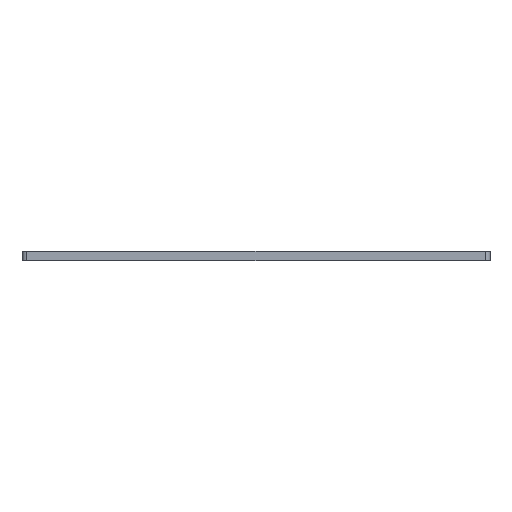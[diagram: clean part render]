
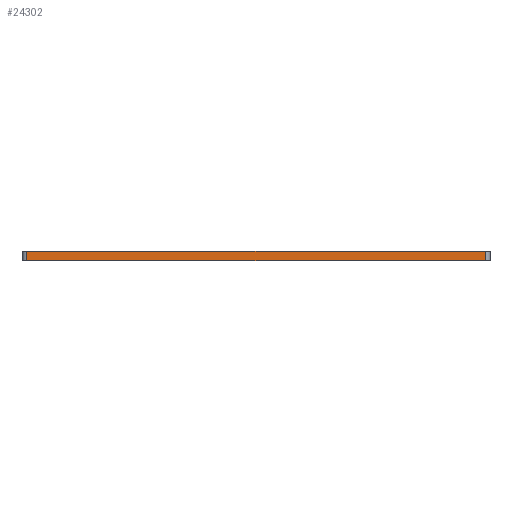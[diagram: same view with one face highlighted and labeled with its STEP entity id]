
A CAD part, left-side view. The second image highlights one B-rep face of the part: STEP entity #24302.
In plain terms, the highlighted planar face has unit normal (-1, 0, 0).
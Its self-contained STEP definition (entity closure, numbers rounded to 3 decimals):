
#91 = PLANE('',#92);
#92 = AXIS2_PLACEMENT_3D('',#93,#94,#95);
#93 = CARTESIAN_POINT('',(157.162,-99.219,1.6));
#94 = DIRECTION('',(0.,0.,1.));
#95 = DIRECTION('',(1.,0.,-0.));
#146 = PLANE('',#147);
#147 = AXIS2_PLACEMENT_3D('',#148,#149,#150);
#148 = CARTESIAN_POINT('',(157.162,-99.219,0.));
#149 = DIRECTION('',(0.,0.,1.));
#150 = DIRECTION('',(1.,0.,-0.));
#201 = CYLINDRICAL_SURFACE('',#202,0.794);
#202 = AXIS2_PLACEMENT_3D('',#203,#204,#205);
#203 = CARTESIAN_POINT('',(27.781,-136.525,0.));
#204 = DIRECTION('',(-0.,-0.,-1.));
#205 = DIRECTION('',(1.,0.,-0.));
#368 = VERTEX_POINT('',#369);
#369 = CARTESIAN_POINT('',(26.988,-61.913,0.));
#384 = CYLINDRICAL_SURFACE('',#385,0.794);
#385 = AXIS2_PLACEMENT_3D('',#386,#387,#388);
#386 = CARTESIAN_POINT('',(27.781,-61.913,0.));
#387 = DIRECTION('',(-0.,-0.,-1.));
#388 = DIRECTION('',(1.,0.,-0.));
#396 = EDGE_CURVE('',#397,#368,#399,.T.);
#397 = VERTEX_POINT('',#398);
#398 = CARTESIAN_POINT('',(26.987,-136.525,0.));
#399 = SURFACE_CURVE('',#400,(#404,#411),.PCURVE_S1.);
#400 = LINE('',#401,#402);
#401 = CARTESIAN_POINT('',(26.987,-136.525,0.));
#402 = VECTOR('',#403,1.);
#403 = DIRECTION('',(0.,1.,0.));
#404 = PCURVE('',#146,#405);
#405 = DEFINITIONAL_REPRESENTATION('',(#406),#410);
#406 = LINE('',#407,#408);
#407 = CARTESIAN_POINT('',(-130.175,-37.306));
#408 = VECTOR('',#409,1.);
#409 = DIRECTION('',(0.,1.));
#410 = ( GEOMETRIC_REPRESENTATION_CONTEXT(2) 
PARAMETRIC_REPRESENTATION_CONTEXT() REPRESENTATION_CONTEXT('2D SPACE',''
  ) );
#411 = PCURVE('',#412,#417);
#412 = PLANE('',#413);
#413 = AXIS2_PLACEMENT_3D('',#414,#415,#416);
#414 = CARTESIAN_POINT('',(26.987,-136.525,0.));
#415 = DIRECTION('',(-1.,0.,0.));
#416 = DIRECTION('',(0.,1.,0.));
#417 = DEFINITIONAL_REPRESENTATION('',(#418),#422);
#418 = LINE('',#419,#420);
#419 = CARTESIAN_POINT('',(0.,0.));
#420 = VECTOR('',#421,1.);
#421 = DIRECTION('',(1.,0.));
#422 = ( GEOMETRIC_REPRESENTATION_CONTEXT(2) 
PARAMETRIC_REPRESENTATION_CONTEXT() REPRESENTATION_CONTEXT('2D SPACE',''
  ) );
#13380 = VERTEX_POINT('',#13381);
#13381 = CARTESIAN_POINT('',(26.988,-61.913,1.6));
#13403 = EDGE_CURVE('',#13404,#13380,#13406,.T.);
#13404 = VERTEX_POINT('',#13405);
#13405 = CARTESIAN_POINT('',(26.987,-136.525,1.6));
#13406 = SURFACE_CURVE('',#13407,(#13411,#13418),.PCURVE_S1.);
#13407 = LINE('',#13408,#13409);
#13408 = CARTESIAN_POINT('',(26.987,-136.525,1.6));
#13409 = VECTOR('',#13410,1.);
#13410 = DIRECTION('',(0.,1.,0.));
#13411 = PCURVE('',#91,#13412);
#13412 = DEFINITIONAL_REPRESENTATION('',(#13413),#13417);
#13413 = LINE('',#13414,#13415);
#13414 = CARTESIAN_POINT('',(-130.175,-37.306));
#13415 = VECTOR('',#13416,1.);
#13416 = DIRECTION('',(0.,1.));
#13417 = ( GEOMETRIC_REPRESENTATION_CONTEXT(2) 
PARAMETRIC_REPRESENTATION_CONTEXT() REPRESENTATION_CONTEXT('2D SPACE',''
  ) );
#13418 = PCURVE('',#412,#13419);
#13419 = DEFINITIONAL_REPRESENTATION('',(#13420),#13424);
#13420 = LINE('',#13421,#13422);
#13421 = CARTESIAN_POINT('',(0.,-1.6));
#13422 = VECTOR('',#13423,1.);
#13423 = DIRECTION('',(1.,0.));
#13424 = ( GEOMETRIC_REPRESENTATION_CONTEXT(2) 
PARAMETRIC_REPRESENTATION_CONTEXT() REPRESENTATION_CONTEXT('2D SPACE',''
  ) );
#24252 = EDGE_CURVE('',#397,#13404,#24253,.T.);
#24253 = SURFACE_CURVE('',#24254,(#24258,#24265),.PCURVE_S1.);
#24254 = LINE('',#24255,#24256);
#24255 = CARTESIAN_POINT('',(26.987,-136.525,0.));
#24256 = VECTOR('',#24257,1.);
#24257 = DIRECTION('',(0.,0.,1.));
#24258 = PCURVE('',#201,#24259);
#24259 = DEFINITIONAL_REPRESENTATION('',(#24260),#24264);
#24260 = LINE('',#24261,#24262);
#24261 = CARTESIAN_POINT('',(-3.142,0.));
#24262 = VECTOR('',#24263,1.);
#24263 = DIRECTION('',(-0.,-1.));
#24264 = ( GEOMETRIC_REPRESENTATION_CONTEXT(2) 
PARAMETRIC_REPRESENTATION_CONTEXT() REPRESENTATION_CONTEXT('2D SPACE',''
  ) );
#24265 = PCURVE('',#412,#24266);
#24266 = DEFINITIONAL_REPRESENTATION('',(#24267),#24271);
#24267 = LINE('',#24268,#24269);
#24268 = CARTESIAN_POINT('',(0.,0.));
#24269 = VECTOR('',#24270,1.);
#24270 = DIRECTION('',(0.,-1.));
#24271 = ( GEOMETRIC_REPRESENTATION_CONTEXT(2) 
PARAMETRIC_REPRESENTATION_CONTEXT() REPRESENTATION_CONTEXT('2D SPACE',''
  ) );
#24302 = ADVANCED_FACE('',(#24303),#412,.T.);
#24303 = FACE_BOUND('',#24304,.T.);
#24304 = EDGE_LOOP('',(#24305,#24306,#24307,#24328));
#24305 = ORIENTED_EDGE('',*,*,#24252,.T.);
#24306 = ORIENTED_EDGE('',*,*,#13403,.T.);
#24307 = ORIENTED_EDGE('',*,*,#24308,.F.);
#24308 = EDGE_CURVE('',#368,#13380,#24309,.T.);
#24309 = SURFACE_CURVE('',#24310,(#24314,#24321),.PCURVE_S1.);
#24310 = LINE('',#24311,#24312);
#24311 = CARTESIAN_POINT('',(26.988,-61.913,0.));
#24312 = VECTOR('',#24313,1.);
#24313 = DIRECTION('',(0.,0.,1.));
#24314 = PCURVE('',#412,#24315);
#24315 = DEFINITIONAL_REPRESENTATION('',(#24316),#24320);
#24316 = LINE('',#24317,#24318);
#24317 = CARTESIAN_POINT('',(74.613,0.));
#24318 = VECTOR('',#24319,1.);
#24319 = DIRECTION('',(0.,-1.));
#24320 = ( GEOMETRIC_REPRESENTATION_CONTEXT(2) 
PARAMETRIC_REPRESENTATION_CONTEXT() REPRESENTATION_CONTEXT('2D SPACE',''
  ) );
#24321 = PCURVE('',#384,#24322);
#24322 = DEFINITIONAL_REPRESENTATION('',(#24323),#24327);
#24323 = LINE('',#24324,#24325);
#24324 = CARTESIAN_POINT('',(-3.142,0.));
#24325 = VECTOR('',#24326,1.);
#24326 = DIRECTION('',(-0.,-1.));
#24327 = ( GEOMETRIC_REPRESENTATION_CONTEXT(2) 
PARAMETRIC_REPRESENTATION_CONTEXT() REPRESENTATION_CONTEXT('2D SPACE',''
  ) );
#24328 = ORIENTED_EDGE('',*,*,#396,.F.);
